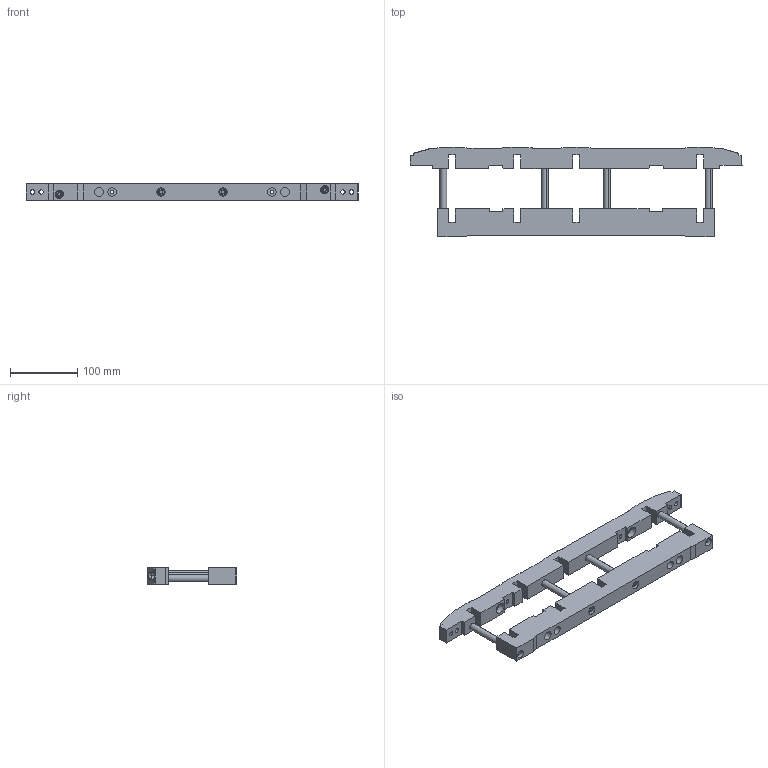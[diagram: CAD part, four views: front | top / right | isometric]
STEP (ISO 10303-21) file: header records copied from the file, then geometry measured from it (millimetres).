
FILE_DESCRIPTION(('CATIA V5 STEP'),'2;1');
FILE_NAME('A8017276_L_Sammelschienentraeger_SST_185_10010.stp','2014-08-12T15:10:42+00:00',('none'),('Jean Müller GmbH'),'CATIA Version 5 Release 19 SP 9 (IN-10)','CATIA V5 STEP AP214','none');
FILE_SCHEMA(('AUTOMOTIVE_DESIGN { 1 0 10303 214 1 1 1 1 }'));
Length unit declared in the file: millimetre
Products named in the file (6): A8017276_L_Sammelschienentraeger SST-185/10010; 66108_Sechskantmutter M6; 32608_L01_Sammelschienentraeger; 32609_L01_Sammelschienentraeger; 68353_Zylinderschr mit Innensechskt M6x120_DIN 912; 34266_04_Distanzhuelse
Assembly tree (14 placements, depth 2):
  A8017276_L_Sammelschienentraeger SST-185/10010
    66108_Sechskantmutter M6  x4
    32608_L01_Sammelschienentraeger
    32609_L01_Sammelschienentraeger
    68353_Zylinderschr mit Innensechskt M6x120_DIN 912  x4
    34266_04_Distanzhuelse  x4
Bounding box: 495 x 134.1 x 24 mm (x, y, z)
Volume: 685862.9 mm3; surface area: 160128.1 mm2
Topology: 14 solids, 14 shells, 475 faces, 1147 edges, 738 vertices
Faces by surface type: plane 219, cylinder 160, cone 88, torus 8
Entity records: 9164 total; most frequent: CARTESIAN_POINT 1970, ORIENTED_EDGE 1586, DIRECTION 1139, EDGE_CURVE 793, VERTEX_POINT 522, VECTOR 471, LINE 471, AXIS2_PLACEMENT_3D 469
